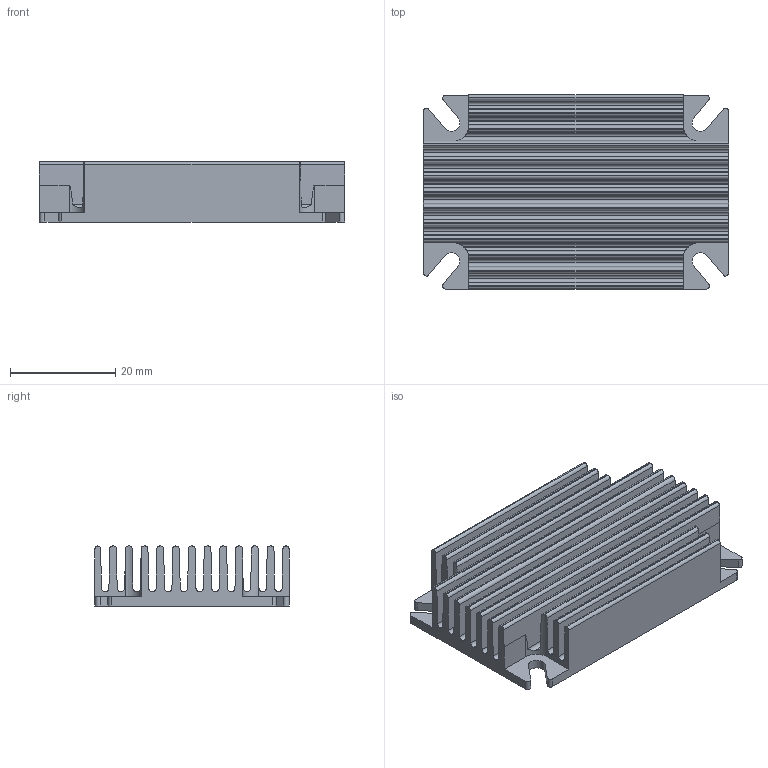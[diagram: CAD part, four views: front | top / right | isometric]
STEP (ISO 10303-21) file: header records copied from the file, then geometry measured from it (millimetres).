
FILE_DESCRIPTION(/* description */ ('Unknown'),/* implementation_level */ '2;1');
FILE_NAME(/* name */ '537-45AB',/* time_stamp */ '2024-11-20T07:44:23+02:00',/* author */ ('Unknown'),/* organization */ ('Unknown'),/* preprocessor_version */ 'ST-DEVELOPER v18.102',/* originating_system */ 'Solid Edge',/* authorisation */ 'Unknown');
FILE_SCHEMA (('AUTOMOTIVE_DESIGN {1 0 10303 214 3 1 1}'));
Length unit declared in the file: millimetre
Products named in the file (1): 537-45AB
Bounding box: 57.91 x 36.82 x 11.4 mm (x, y, z)
Volume: 13234.7 mm3; surface area: 15388.9 mm2
Topology: 1 solids, 1 shells, 139 faces, 411 edges, 274 vertices
Faces by surface type: plane 73, cylinder 66
Entity records: 4741 total; most frequent: CARTESIAN_POINT 891, ORIENTED_EDGE 822, DIRECTION 807, EDGE_CURVE 411, VERTEX_POINT 274, AXIS2_PLACEMENT_3D 272, LINE 263, VECTOR 263
